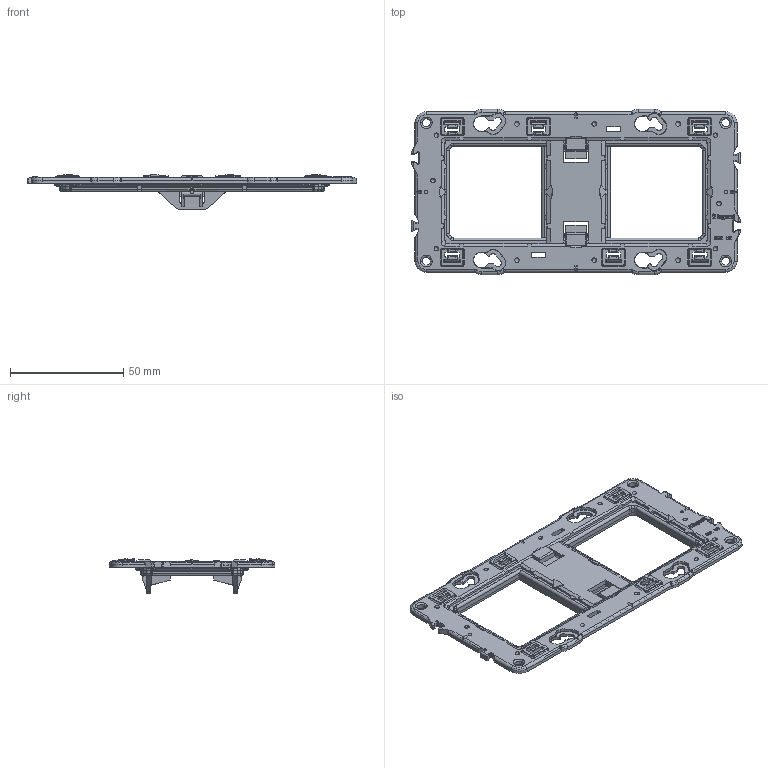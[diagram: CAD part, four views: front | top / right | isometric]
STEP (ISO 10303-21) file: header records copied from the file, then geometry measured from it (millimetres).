
FILE_DESCRIPTION(('CATIA V5 STEP Exchange','CAx-IF Rec.Pracs.--- Model Styling and Organization---1.5--- 2016-08-15','CAx-IF Rec.Pracs.---Supplemental Geometry---1.0---2011-11-01','CAx-IF Rec.Pracs.--- Composite Materials ---1.1---2010-07-15'),'2;1');
FILE_NAME('080252.stp','2021-11-16T14:42:09+00:00',('none'),('none'),'CATIA Version 5-6 Release 2020 SP3','CATIA V5 STEP AP214 v2','none');
FILE_SCHEMA(('AUTOMOTIVE_DESIGN { 1 0 10303 214 1 1 1 1 }'));
Products named in the file (1): 080252
Bounding box: 145.15 x 72.94 x 15.2 mm (x, y, z)
Volume: 25591.4 mm3; surface area: 32560.9 mm2
Topology: 3 solids, 3 shells, 2948 faces, 8016 edges, 5018 vertices
Faces by surface type: plane 1499, cylinder 741, torus 224, cone 224, bspline 132, sphere 128
Entity records: 98491 total; most frequent: CARTESIAN_POINT 30086, ORIENTED_EDGE 15784, DIRECTION 11238, EDGE_CURVE 7892, VERTEX_POINT 5018, VECTOR 4730, LINE 4730, AXIS2_PLACEMENT_3D 4105
